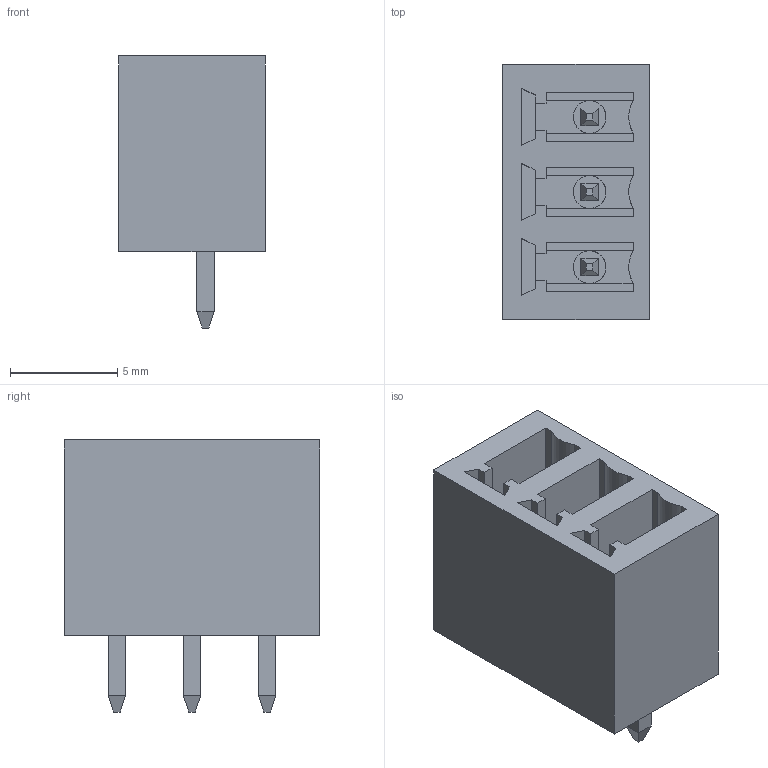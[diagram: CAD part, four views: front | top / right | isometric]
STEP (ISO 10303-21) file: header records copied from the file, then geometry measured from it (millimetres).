
FILE_DESCRIPTION(/* description */ (''),/* implementation_level */ '2;1');
FILE_NAME(/* name */ 'VERTIC~3',/* time_stamp */ '2023-05-26T01:42:59+03:00',/* author */ (''),/* organization */ (''),/* preprocessor_version */ 'ST-DEVELOPER v16.5',/* originating_system */ '',/* authorisation */ '');
FILE_SCHEMA (('AUTOMOTIVE_DESIGN'));
Length unit declared in the file: millimetre
Products named in the file (1): Document
Bounding box: 6.86 x 11.91 x 12.7 mm (x, y, z)
Volume: 508.4 mm3; surface area: 1059.3 mm2
Topology: 7 solids, 7 shells, 156 faces, 375 edges, 245 vertices
Faces by surface type: plane 147, bspline 9
Entity records: 4121 total; most frequent: CARTESIAN_POINT 1367, ORIENTED_EDGE 744, EDGE_CURVE 372, B_SPLINE_CURVE_WITH_KNOTS 354, VERTEX_POINT 242, EDGE_LOOP 168, ADVANCED_FACE 156, FACE_OUTER_BOUND 156
